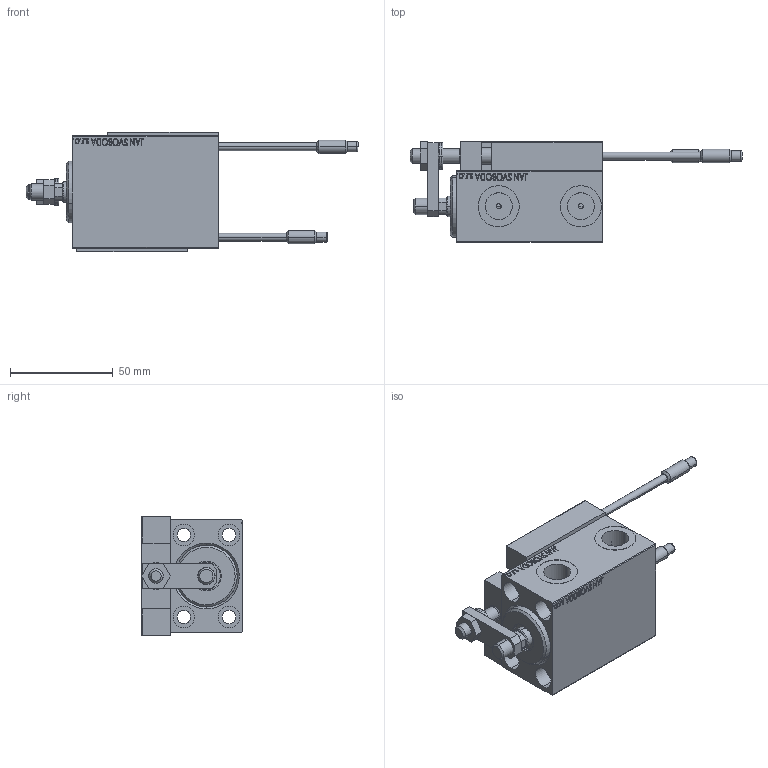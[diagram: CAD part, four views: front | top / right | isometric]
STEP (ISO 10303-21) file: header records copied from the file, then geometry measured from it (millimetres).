
FILE_DESCRIPTION (( 'STEP AP203' ), '1' );
FILE_NAME ('edb6.STEP', '2024-02-13T09:57:13', ( '' ), ( '' ), 'SwSTEP 2.0', 'SolidWorks 2019', '' );
FILE_SCHEMA (( 'CONFIG_CONTROL_DESIGN' ));
Length unit declared in the file: millimetre
Products named in the file (16): edb6; SWITCH X cb7f7823f9f19420bfb140be73ac655c; MAGNET cb7f7823f9f19420bfb140be73ac655c; ZARAZKA cb7f7823f9f19420bfb140be73ac655c; KONCOVKA_Y cb7f7823f9f19420bfb140be73ac655c; V450CM_C_VCP cb7f7823f9f19420bfb140be73ac655c; V450CM_C_Body cb7f7823f9f19420bfb140be73ac655c; SWITCH DIM B,W cb7f7823f9f19420bfb140be73ac655c; V450CM_VC_B cb7f7823f9f19420bfb140be73ac655c; NUT_D12 cb7f7823f9f19420bfb140be73ac655c; V450CM_MALE_METRIC cb7f7823f9f19420bfb140be73ac655c; ALLEN BOLT D5 cb7f7823f9f19420bfb140be73ac655c; ALLEN BOLT D8 cb7f7823f9f19420bfb140be73ac655c; Block cb7f7823f9f19420bfb140be73ac655c; SWITCH_X_FRONT_BACK cb7f7823f9f19420bfb140be73ac655c; TYC_L79 cb7f7823f9f19420bfb140be73ac655c
Assembly tree (25 placements, depth 3):
  edb6
    V450CM_C_Body cb7f7823f9f19420bfb140be73ac655c
    SWITCH X cb7f7823f9f19420bfb140be73ac655c
      SWITCH_X_FRONT_BACK cb7f7823f9f19420bfb140be73ac655c  x2
      TYC_L79 cb7f7823f9f19420bfb140be73ac655c
      Block cb7f7823f9f19420bfb140be73ac655c  x2
      ALLEN BOLT D5 cb7f7823f9f19420bfb140be73ac655c  x4
      ALLEN BOLT D8 cb7f7823f9f19420bfb140be73ac655c  x4
      MAGNET cb7f7823f9f19420bfb140be73ac655c  x2
      KONCOVKA_Y cb7f7823f9f19420bfb140be73ac655c  x2
    NUT_D12 cb7f7823f9f19420bfb140be73ac655c
    SWITCH DIM B,W cb7f7823f9f19420bfb140be73ac655c
    ZARAZKA cb7f7823f9f19420bfb140be73ac655c
    V450CM_C_VCP cb7f7823f9f19420bfb140be73ac655c
    V450CM_VC_B cb7f7823f9f19420bfb140be73ac655c
    V450CM_MALE_METRIC cb7f7823f9f19420bfb140be73ac655c
Bounding box: 161.7 x 49 x 58 mm (x, y, z)
Volume: 163429 mm3; surface area: 56620.2 mm2
Topology: 24 solids, 24 shells, 1321 faces, 3146 edges, 2007 vertices
Faces by surface type: plane 567, bspline 380, cylinder 202, cone 118, torus 50, sphere 4
Entity records: 51092 total; most frequent: CARTESIAN_POINT 26107, ORIENTED_EDGE 5268, DIRECTION 3608, EDGE_CURVE 2634, VERTEX_POINT 1719, VECTOR 1504, LINE 1504, EDGE_LOOP 1225
